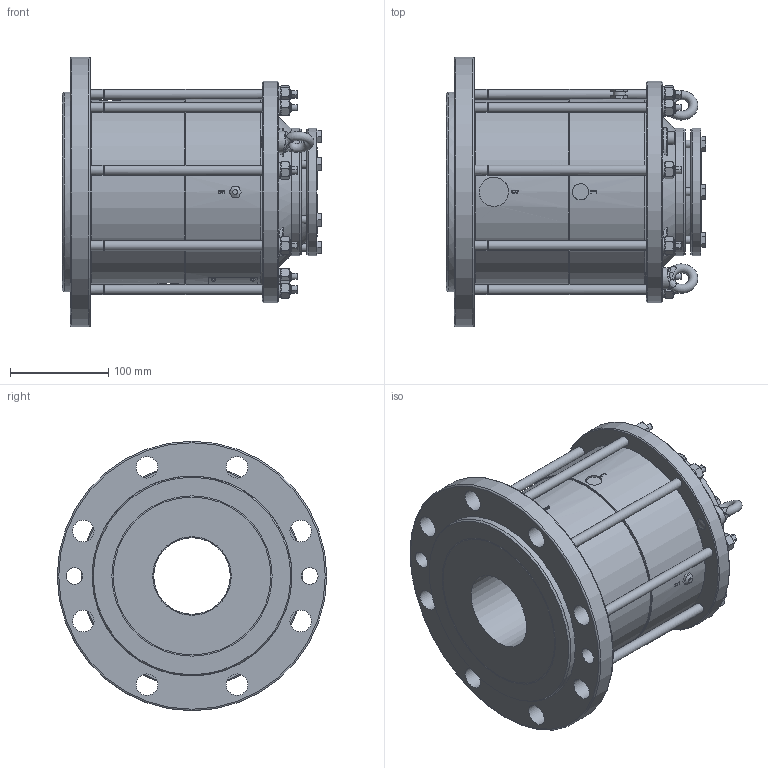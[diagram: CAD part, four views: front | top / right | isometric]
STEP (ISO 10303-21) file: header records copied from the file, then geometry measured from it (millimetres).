
FILE_DESCRIPTION(/* description */ ('Unknown'),/* implementation_level */ '2;1');
FILE_NAME(/* name */ '80mm',/* time_stamp */ '2023-04-13T16:36:05+01:00',/* author */ ('Unknown'),/* organization */ ('Unknown'),/* preprocessor_version */ 'ST-DEVELOPER v18.102',/* originating_system */ 'Solid Edge',/* authorisation */ 'Unknown');
FILE_SCHEMA (('AUTOMOTIVE_DESIGN {1 0 10303 214 3 1 1}'));
Length unit declared in the file: millimetre
Products named in the file (1): 80mm
Bounding box: 265.01 x 274.75 x 274.75 mm (x, y, z)
Volume: 6377475.6 mm3; surface area: 430091.1 mm2
Topology: 1 solids, 1 shells, 681 faces, 1677 edges, 1036 vertices
Faces by surface type: plane 283, cone 186, cylinder 132, torus 41, bspline 37, sphere 2
Full cylindrical faces by diameter (mm): 2.5 x4, 4.94 x1, 8 x6, 10.008 x32, 12 x2, 12.5 x1, 13 x4, 16.002 x1, 16.5 x1, 17 x2, 22 x10, 30 x2, 78 x1, 80 x1, 129.997 x2, 183.947 x1, 187.96 x1, 189.992 x1, 203.784 x1, 226.06 x1, 274.752 x1
Entity records: 25410 total; most frequent: CARTESIAN_POINT 6377, ORIENTED_EDGE 2840, DIRECTION 2816, EDGE_CURVE 1420, AXIS2_PLACEMENT_3D 1228, FACE_BOUND 943, VERTEX_POINT 939, EDGE_LOOP 939
